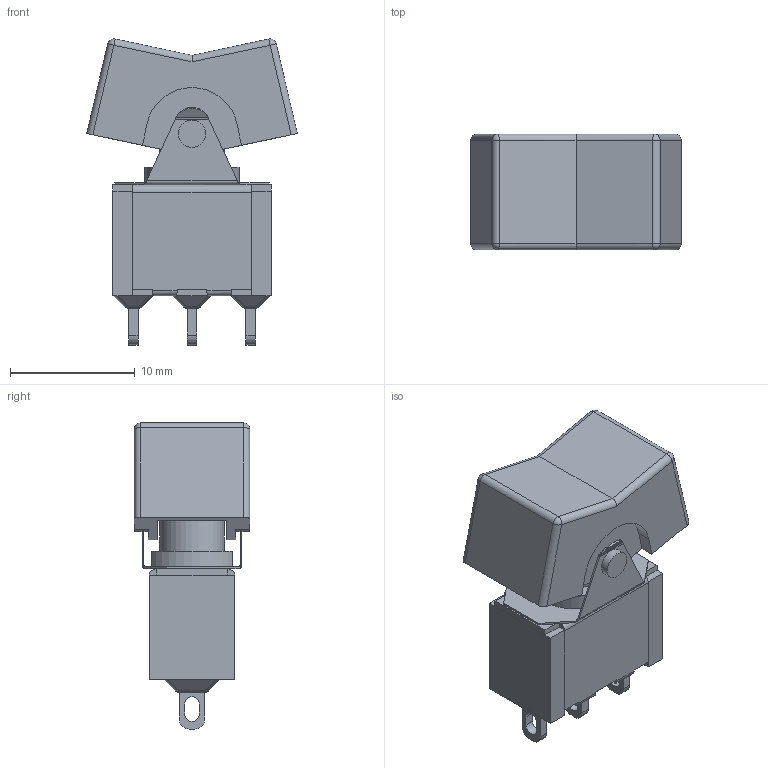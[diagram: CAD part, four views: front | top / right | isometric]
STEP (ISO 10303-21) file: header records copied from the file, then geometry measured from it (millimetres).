
FILE_DESCRIPTION(/* description */ (''),/* implementation_level */ '2;1');
FILE_NAME(/* name */ '300SPxJ1xxxM1xE.stp',/* time_stamp */ '2026-01-23T20:16:07-06:00',/* author */ ('jmeyers'),/* organization */ (''),/* preprocessor_version */ 'ST-DEVELOPER v18.1',/* originating_system */ 'Autodesk Inventor 2022',/* authorisation */ '');
FILE_SCHEMA (('AUTOMOTIVE_DESIGN { 1 0 10303 214 3 1 1 }'));
Length unit declared in the file: inch
Products named in the file (1): Part20
Bounding box: 16.87 x 9.27 x 24.53 mm (x, y, z)
Volume: 1486.3 mm3; surface area: 1793.6 mm2
Topology: 1 solids, 7 shells, 304 faces, 754 edges, 450 vertices
Faces by surface type: plane 206, cylinder 82, sphere 16
Full cylindrical faces by diameter (mm): 2.2 x4, 3.2 x1, 5.2 x1
Entity records: 8813 total; most frequent: DIRECTION 1528, CARTESIAN_POINT 1523, ORIENTED_EDGE 1476, EDGE_CURVE 738, LINE 554, VECTOR 554, AXIS2_PLACEMENT_3D 487, VERTEX_POINT 450
